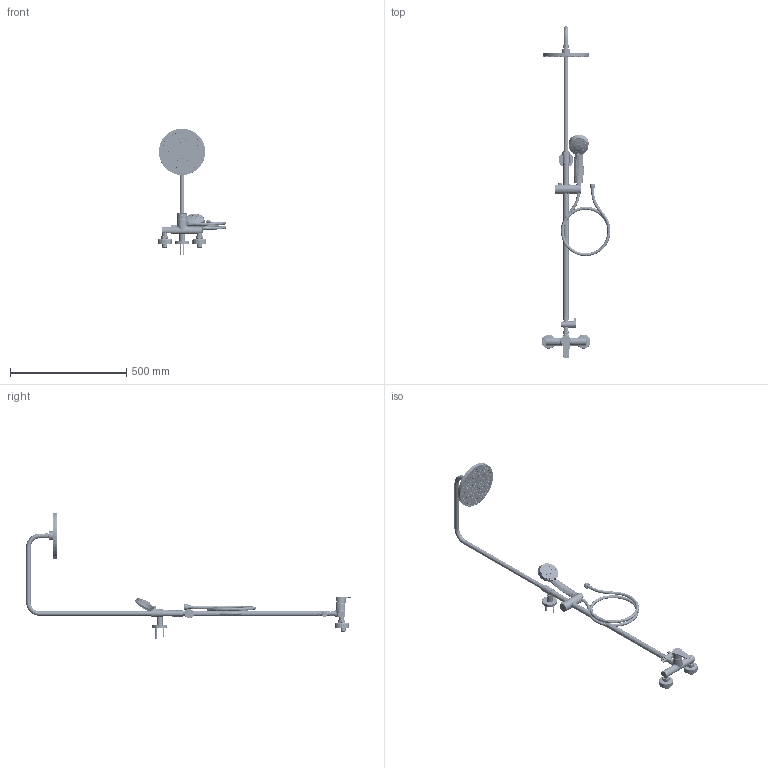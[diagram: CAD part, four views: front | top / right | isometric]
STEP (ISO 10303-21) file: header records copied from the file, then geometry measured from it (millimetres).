
FILE_DESCRIPTION((''),'2;1');
FILE_NAME('NP84-BTR7U_ASM','2023-10-06T',('Administrator'),(''),'PRO/ENGINEER BY PARAMETRIC TECHNOLOGY CORPORATION, 2010430','PRO/ENGINEER BY PARAMETRIC TECHNOLOGY CORPORATION, 2010430','');
FILE_SCHEMA(('CONFIG_CONTROL_DESIGN'));
Products named in the file (49): 2130050; 2710013; 2020004; 2020043; 2240131; 2510062; 2550021; 2510034; 2050013; 2510104; 2070001; 2210003; 2540006; 2750012; 2120179; 2710087; 2020159; 2050200; 2220039; 2510102; 2550092; 2510103; 2050207; 2070031; 2210033; 5502082002_ASM; 2810058-1; 2810058-10; 2810058-4; 2810058-3; 2810058-5; 2810058-6; 2810058-7; 2810058-13; 2810058-9; 2810058-17; 2810058-2; 2810058-12; 2810058-11; 2020072 ...
Assembly tree (59 placements, depth 3):
  NP84-BTR7U_ASM
    2130050
    2710013
    2020004
    2020043
    2240131
    2510062  x2
    2550021  x2
    2510034  x2
    2050013  x2
    2510104  x2
    2070001
    2210003
    2540006  x2
    2750012
    5502082002_ASM
      2120179
      2710087
      2020159
      2050200
      2220039
      2510102
      2550092
      2510103
      2050207  x2
      2070031
      2210033
    2810058_ASM
      2810058-1
      2810058-10
      2810058-4
      2810058-3
      2810058-5
      2810058-6
      2810058-7
      2810058-13
      2510102
      2810058-9
      2810058-17
      2810058-2
      2810058-12
      2810058-11
      2020072  x2
      2020134  x2
      2810058-16
    2810083
    2860126_ASM
      2860126
      2860012-02  x2
    2660100
Bounding box: 295.85 x 1429.75 x 545.54 mm (x, y, z)
Volume: 1289158.3 mm3; surface area: 671623 mm2
Topology: 66 solids, 66 shells, 4364 faces, 10120 edges, 6461 vertices
Faces by surface type: plane 1616, cylinder 1614, cone 502, bspline 335, torus 259, sphere 36, revolution 2
Entity records: 142169 total; most frequent: CARTESIAN_POINT 47692, DIRECTION 20144, ORIENTED_EDGE 18876, EDGE_CURVE 9438, AXIS2_PLACEMENT_3D 8138, VERTEX_POINT 6059, EDGE_LOOP 4839, CIRCLE 4207
